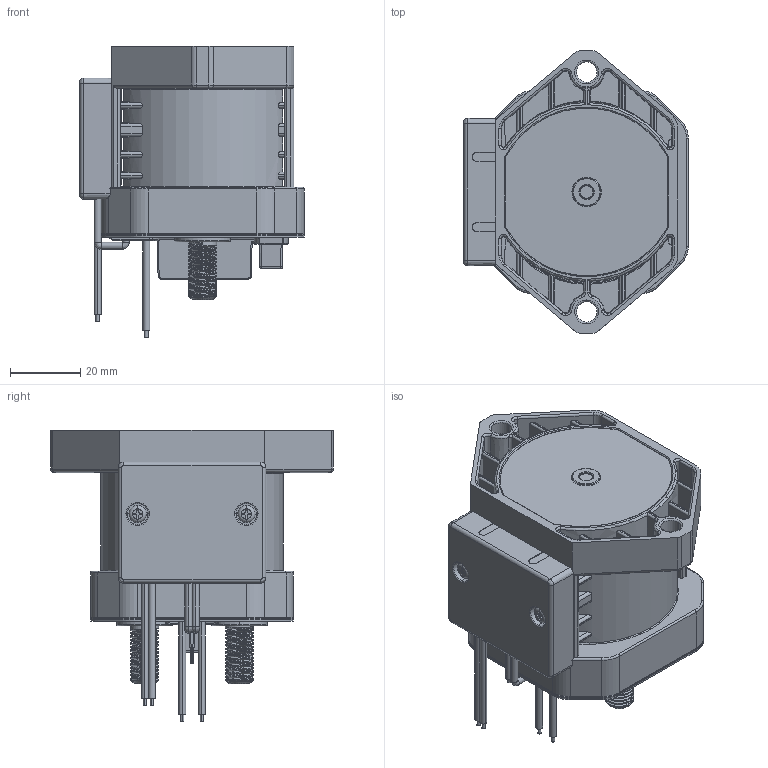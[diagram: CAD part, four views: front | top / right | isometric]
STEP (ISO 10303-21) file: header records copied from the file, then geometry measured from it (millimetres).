
FILE_DESCRIPTION((''),'2;1');
FILE_NAME('4_-EVD300G1---0002_ASM','2024-04-13T15:44:17',('Fiona.Li'),(''),'CREO PARAMETRIC BY PTC INC, 2021063','CREO PARAMETRIC BY PTC INC, 2021063','');
FILE_SCHEMA(('CONFIG_CONTROL_DESIGN'));
Products named in the file (2): _4_-EVD300G1---0002; 4_-EVD300G1---0002_ASM
Assembly tree (1 placements, depth 2):
  4_-EVD300G1---0002_ASM
    _4_-EVD300G1---0002
Bounding box: 63.93 x 80.5 x 82.93 mm (x, y, z)
Volume: 932 mm3; surface area: 41639.5 mm2
Topology: 1 solids, 88 shells, 1076 faces, 3919 edges, 2813 vertices
Faces by surface type: cylinder 429, plane 378, torus 139, cone 62, bspline 47, sphere 11, extrusion 10
Entity records: 51438 total; most frequent: CARTESIAN_POINT 20637, ORIENTED_EDGE 5945, DIRECTION 5898, EDGE_CURVE 3894, VERTEX_POINT 2812, AXIS2_PLACEMENT_3D 2086, VECTOR 1726, LINE 1716
